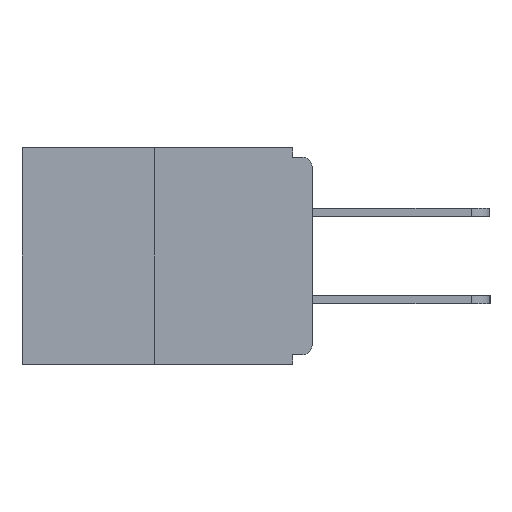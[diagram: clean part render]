
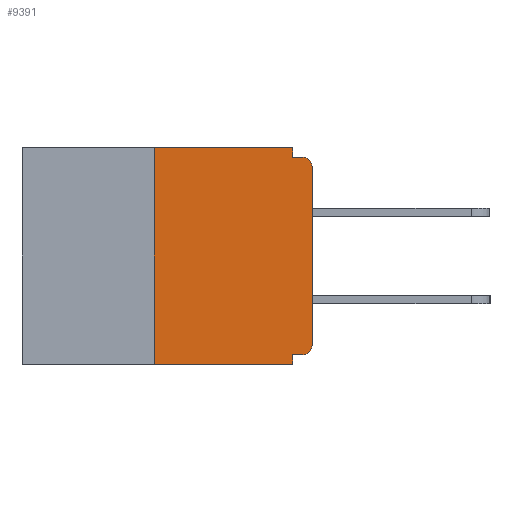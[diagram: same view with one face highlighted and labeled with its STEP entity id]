
A CAD part, left-side view. The second image highlights one B-rep face of the part: STEP entity #9391.
In plain terms, the highlighted planar face has unit normal (-1, 0, 0).
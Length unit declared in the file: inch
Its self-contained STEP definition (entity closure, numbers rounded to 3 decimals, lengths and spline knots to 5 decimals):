
#359 = CARTESIAN_POINT ( 'NONE',  ( 0., 0.46, -0.343 ) ) ;
#1140 = CARTESIAN_POINT ( 'NONE',  ( 0., 0.46, 0. ) ) ;
#1301 = EDGE_CURVE ( 'NONE', #16993, #18918, #5827, .T. ) ;
#1347 = DIRECTION ( 'NONE',  ( 1., 0., 0. ) ) ;
#1934 = CARTESIAN_POINT ( 'NONE',  ( 0., 0.015, -0.313 ) ) ;
#2662 = VECTOR ( 'NONE', #11612, 39.37008 ) ;
#2770 = LINE ( 'NONE', #6341, #5483 ) ;
#2888 = EDGE_CURVE ( 'NONE', #5292, #16517, #19752, .T. ) ;
#3156 = AXIS2_PLACEMENT_3D ( 'NONE', #1934, #7370, #14418 ) ;
#3790 = VECTOR ( 'NONE', #19799, 39.37008 ) ;
#4173 = CARTESIAN_POINT ( 'NONE',  ( 0., 0.031, -0.328 ) ) ;
#4221 = VECTOR ( 'NONE', #20532, 39.37008 ) ;
#4255 = EDGE_CURVE ( 'NONE', #20233, #14700, #2770, .T. ) ;
#4342 = ORIENTED_EDGE ( 'NONE', *, *, #8119, .F. ) ;
#5292 = VERTEX_POINT ( 'NONE', #22336 ) ;
#5483 = VECTOR ( 'NONE', #18914, 39.37008 ) ;
#5827 = LINE ( 'NONE', #20138, #8599 ) ;
#6021 = CARTESIAN_POINT ( 'NONE',  ( 0., 0.015, -0.015 ) ) ;
#6341 = CARTESIAN_POINT ( 'NONE',  ( 0., 0.25, 0. ) ) ;
#6392 = AXIS2_PLACEMENT_3D ( 'NONE', #10637, #8354, #6623 ) ;
#6420 = CARTESIAN_POINT ( 'NONE',  ( 0., 0.031, -0.015 ) ) ;
#6623 = DIRECTION ( 'NONE',  ( 0., 0., -1. ) ) ;
#7370 = DIRECTION ( 'NONE',  ( -1., 0., 0. ) ) ;
#7454 = CARTESIAN_POINT ( 'NONE',  ( 0., 0.031, -0.343 ) ) ;
#7612 = CARTESIAN_POINT ( 'NONE',  ( 0., 0., -0.328 ) ) ;
#8119 = EDGE_CURVE ( 'NONE', #14700, #12315, #15369, .T. ) ;
#8191 = CARTESIAN_POINT ( 'NONE',  ( 0., 0.031, 0. ) ) ;
#8354 = DIRECTION ( 'NONE',  ( -1., 0., 0. ) ) ;
#8366 = CARTESIAN_POINT ( 'NONE',  ( 0., 0.031, 0. ) ) ;
#8599 = VECTOR ( 'NONE', #9618, 39.37008 ) ;
#8906 = ORIENTED_EDGE ( 'NONE', *, *, #2888, .F. ) ;
#9036 = ORIENTED_EDGE ( 'NONE', *, *, #4255, .F. ) ;
#9164 = VERTEX_POINT ( 'NONE', #21420 ) ;
#9391 = ADVANCED_FACE ( 'NONE', ( #17286 ), #10483, .F. ) ;
#9618 = DIRECTION ( 'NONE',  ( 0., -1., 0. ) ) ;
#10364 = CARTESIAN_POINT ( 'NONE',  ( 0., 0.46, 0. ) ) ;
#10483 = PLANE ( 'NONE',  #12301 ) ;
#10637 = CARTESIAN_POINT ( 'NONE',  ( 0., 0.015, -0.03 ) ) ;
#10676 = LINE ( 'NONE', #15856, #15290 ) ;
#10746 = EDGE_CURVE ( 'NONE', #9164, #18918, #18549, .T. ) ;
#11129 = LINE ( 'NONE', #359, #3790 ) ;
#11600 = EDGE_CURVE ( 'NONE', #20233, #18461, #11129, .T. ) ;
#11612 = DIRECTION ( 'NONE',  ( 0., 0., -1. ) ) ;
#11946 = ORIENTED_EDGE ( 'NONE', *, *, #19546, .F. ) ;
#12032 = VECTOR ( 'NONE', #20573, 39.37008 ) ;
#12123 = ORIENTED_EDGE ( 'NONE', *, *, #11600, .T. ) ;
#12284 = DIRECTION ( 'NONE',  ( 0., 0., 1. ) ) ;
#12301 = AXIS2_PLACEMENT_3D ( 'NONE', #10364, #1347, #20884 ) ;
#12315 = VERTEX_POINT ( 'NONE', #8191 ) ;
#12933 = ORIENTED_EDGE ( 'NONE', *, *, #14096, .F. ) ;
#13482 = CARTESIAN_POINT ( 'NONE',  ( 0., 0.031, -0.343 ) ) ;
#13987 = ORIENTED_EDGE ( 'NONE', *, *, #19680, .T. ) ;
#14096 = EDGE_CURVE ( 'NONE', #12315, #16993, #17025, .T. ) ;
#14418 = DIRECTION ( 'NONE',  ( 0., 0., -1. ) ) ;
#14596 = CIRCLE ( 'NONE', #3156, 0.015 ) ;
#14665 = DIRECTION ( 'NONE',  ( 0., 1., 0. ) ) ;
#14700 = VERTEX_POINT ( 'NONE', #19395 ) ;
#15290 = VECTOR ( 'NONE', #12284, 39.37008 ) ;
#15369 = LINE ( 'NONE', #1140, #12032 ) ;
#15726 = VERTEX_POINT ( 'NONE', #18079 ) ;
#15856 = CARTESIAN_POINT ( 'NONE',  ( 0., 0., 0. ) ) ;
#16074 = CARTESIAN_POINT ( 'NONE',  ( 0., 0.25, -0.343 ) ) ;
#16517 = VERTEX_POINT ( 'NONE', #4173 ) ;
#16993 = VERTEX_POINT ( 'NONE', #6420 ) ;
#17025 = LINE ( 'NONE', #8366, #2662 ) ;
#17286 = FACE_OUTER_BOUND ( 'NONE', #19729, .T. ) ;
#18079 = CARTESIAN_POINT ( 'NONE',  ( 0., 0., -0.313 ) ) ;
#18461 = VERTEX_POINT ( 'NONE', #7454 ) ;
#18549 = CIRCLE ( 'NONE', #6392, 0.015 ) ;
#18582 = VECTOR ( 'NONE', #14665, 39.37008 ) ;
#18914 = DIRECTION ( 'NONE',  ( 0., 0., 1. ) ) ;
#18918 = VERTEX_POINT ( 'NONE', #6021 ) ;
#19395 = CARTESIAN_POINT ( 'NONE',  ( 0., 0.25, 0. ) ) ;
#19546 = EDGE_CURVE ( 'NONE', #16517, #18461, #22267, .T. ) ;
#19680 = EDGE_CURVE ( 'NONE', #15726, #9164, #10676, .T. ) ;
#19729 = EDGE_LOOP ( 'NONE', ( #4342, #9036, #12123, #11946, #8906, #20698, #13987, #21173, #22028, #12933 ) ) ;
#19752 = LINE ( 'NONE', #7612, #18582 ) ;
#19799 = DIRECTION ( 'NONE',  ( 0., -1., 0. ) ) ;
#20138 = CARTESIAN_POINT ( 'NONE',  ( 0., 0., -0.015 ) ) ;
#20233 = VERTEX_POINT ( 'NONE', #16074 ) ;
#20532 = DIRECTION ( 'NONE',  ( 0., 0., -1. ) ) ;
#20573 = DIRECTION ( 'NONE',  ( 0., -1., 0. ) ) ;
#20663 = EDGE_CURVE ( 'NONE', #5292, #15726, #14596, .T. ) ;
#20698 = ORIENTED_EDGE ( 'NONE', *, *, #20663, .T. ) ;
#20884 = DIRECTION ( 'NONE',  ( 0., 0., -1. ) ) ;
#21173 = ORIENTED_EDGE ( 'NONE', *, *, #10746, .T. ) ;
#21420 = CARTESIAN_POINT ( 'NONE',  ( 0., 0., -0.03 ) ) ;
#22028 = ORIENTED_EDGE ( 'NONE', *, *, #1301, .F. ) ;
#22267 = LINE ( 'NONE', #13482, #4221 ) ;
#22336 = CARTESIAN_POINT ( 'NONE',  ( 0., 0.015, -0.328 ) ) ;
